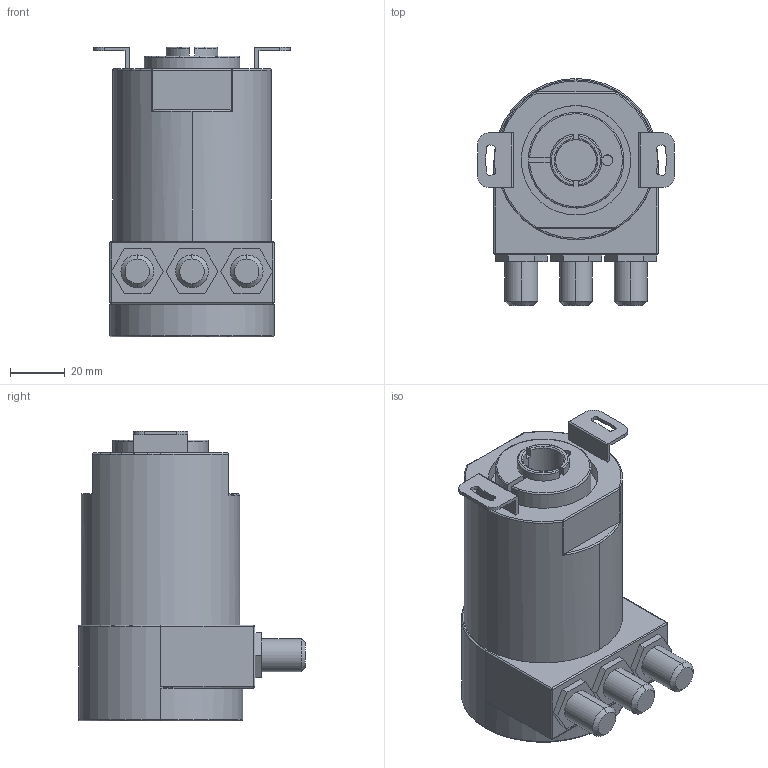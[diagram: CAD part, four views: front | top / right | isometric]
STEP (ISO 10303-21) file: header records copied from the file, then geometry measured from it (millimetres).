
FILE_DESCRIPTION((''),'2;1');
FILE_NAME('ESM58_D205985C','2006-10-19T',('Pepperl+Fuchs'),('IndustrieHansa'),'PRO/ENGINEER BY PARAMETRIC TECHNOLOGY CORPORATION, 2006200','PRO/ENGINEER BY PARAMETRIC TECHNOLOGY CORPORATION, 2006200','');
FILE_SCHEMA(('AUTOMOTIVE_DESIGN_CC2 { 1 2 10303 214 -1 1 5 2 }'));
Length unit declared in the file: millimetre
Products named in the file (1): ESM58_D205985C
Bounding box: 72 x 83 x 106 mm (x, y, z)
Volume: 284492.4 mm3; surface area: 34379.8 mm2
Topology: 1 solids, 1 shells, 140 faces, 359 edges, 238 vertices
Faces by surface type: plane 68, cylinder 49, torus 11, sphere 6, cone 6
Entity records: 5837 total; most frequent: CARTESIAN_POINT 816, DIRECTION 750, ORIENTED_EDGE 702, PRESENTATION_STYLE_ASSIGNMENT 397, STYLED_ITEM 361, CURVE_STYLE 360, EDGE_CURVE 351, AXIS2_PLACEMENT_3D 268
